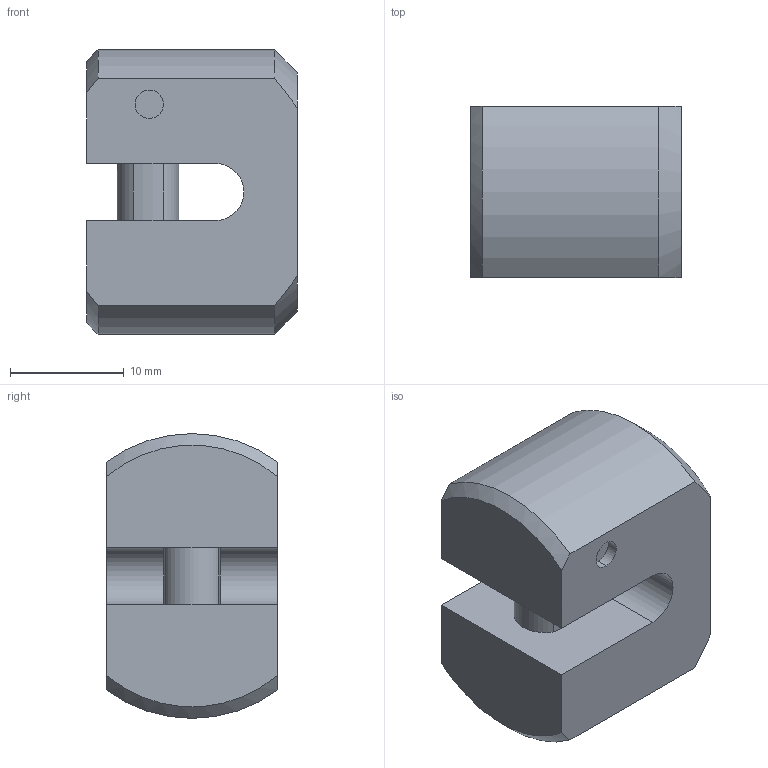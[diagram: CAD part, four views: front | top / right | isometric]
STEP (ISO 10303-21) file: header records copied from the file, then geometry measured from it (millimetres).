
FILE_DESCRIPTION((''),'2;1');
FILE_NAME('001-M35045-P-1','2019-11-27T',('Lukas.Muehlberger'),(''),'PRO/ENGINEER BY PARAMETRIC TECHNOLOGY CORPORATION, 2011490','PRO/ENGINEER BY PARAMETRIC TECHNOLOGY CORPORATION, 2011490','');
FILE_SCHEMA(('CONFIG_CONTROL_DESIGN'));
Length unit declared in the file: millimetre
Products named in the file (1): 001-M35045-P-1
Bounding box: 18.5 x 15 x 25 mm (x, y, z)
Volume: 5508.5 mm3; surface area: 2368.7 mm2
Topology: 1 solids, 1 shells, 344 faces, 975 edges, 650 vertices
Faces by surface type: plane 329, cylinder 11, cone 4
Entity records: 11011 total; most frequent: CARTESIAN_POINT 2009, ORIENTED_EDGE 1950, DIRECTION 1681, EDGE_CURVE 975, VECTOR 941, LINE 941, VERTEX_POINT 650, AXIS2_PLACEMENT_3D 370
